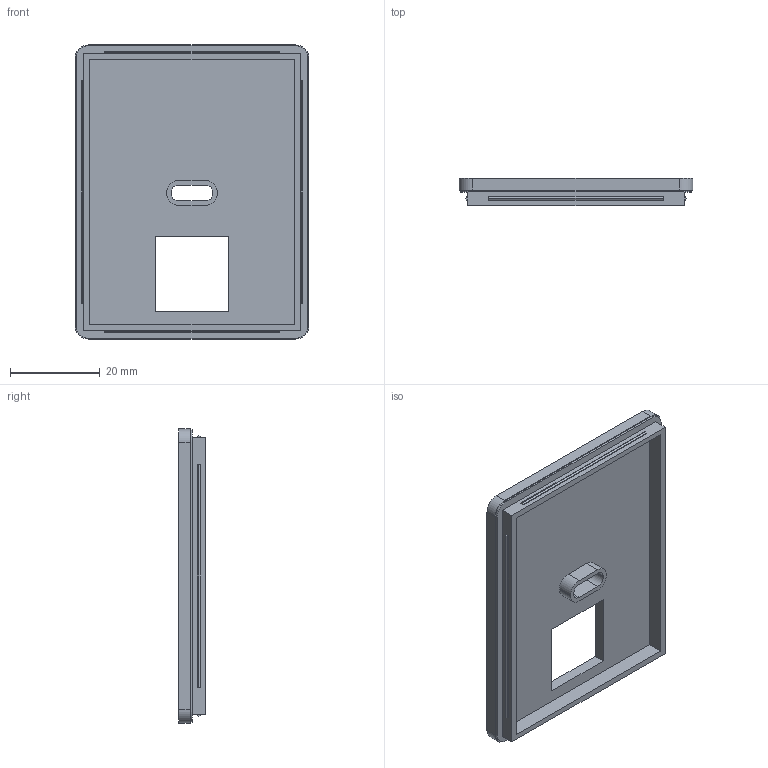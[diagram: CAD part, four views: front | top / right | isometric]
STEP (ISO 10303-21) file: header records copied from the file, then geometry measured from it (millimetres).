
FILE_DESCRIPTION(/* description */ (''),/* implementation_level */ '2;1');
FILE_NAME(/* name */ 'E1_Pro_Back.step',/* time_stamp */ '2026-01-27T15:04:04+01:00',/* author */ (''),/* organization */ (''),/* preprocessor_version */ 'ST-DEVELOPER v20.1',/* originating_system */ 'Autodesk Translation Framework v14.21.0.0',/* authorisation */ '');
FILE_SCHEMA (('AUTOMOTIVE_DESIGN { 1 0 10303 214 3 1 1 }'));
Length unit declared in the file: millimetre
Products named in the file (1): E1 PRO
Bounding box: 52.17 x 6 x 65.67 mm (x, y, z)
Volume: 9038.6 mm3; surface area: 8817.9 mm2
Topology: 1 solids, 1 shells, 83 faces, 216 edges, 144 vertices
Faces by surface type: plane 63, cylinder 20
Entity records: 2574 total; most frequent: CARTESIAN_POINT 444, ORIENTED_EDGE 432, DIRECTION 424, EDGE_CURVE 216, LINE 176, VECTOR 176, VERTEX_POINT 144, AXIS2_PLACEMENT_3D 124
